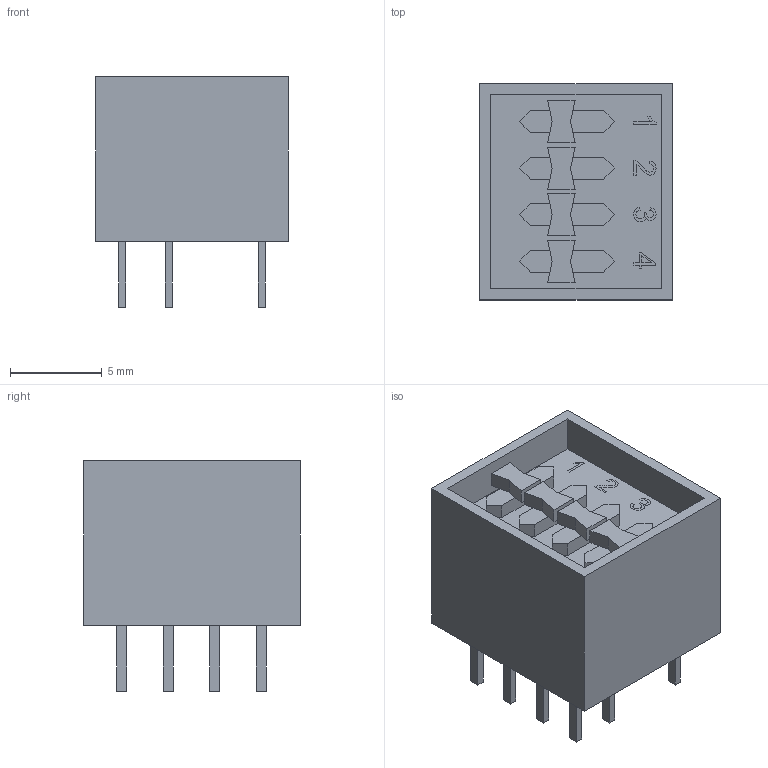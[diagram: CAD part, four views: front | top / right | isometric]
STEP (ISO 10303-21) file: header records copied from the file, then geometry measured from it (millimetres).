
FILE_DESCRIPTION((''),'2;1');
FILE_NAME('SW_ERG_SCS-4-023.stp','2013-11-04T11:55:23',(''),(''),'Mechanical Desktop 2011','Mechanical Desktop 2011',', , ');
FILE_SCHEMA(('AUTOMOTIVE_DESIGN { 1 2 10303 214 1 1 1 1 }'));
Length unit declared in the file: millimetre
Products named in the file (1): Product
Bounding box: 10.5 x 11.8 x 12.6 mm (x, y, z)
Volume: 954.3 mm3; surface area: 951 mm2
Topology: 25 solids, 25 shells, 488 faces, 1296 edges, 864 vertices
Faces by surface type: plane 484, cylinder 4
Entity records: 14895 total; most frequent: CARTESIAN_POINT 2649, ORIENTED_EDGE 2592, DIRECTION 2282, EDGE_CURVE 1296, VECTOR 1288, LINE 1288, VERTEX_POINT 864, AXIS2_PLACEMENT_3D 497
